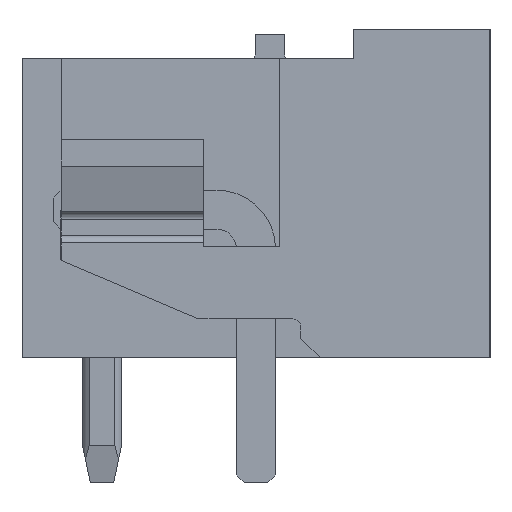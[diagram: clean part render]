
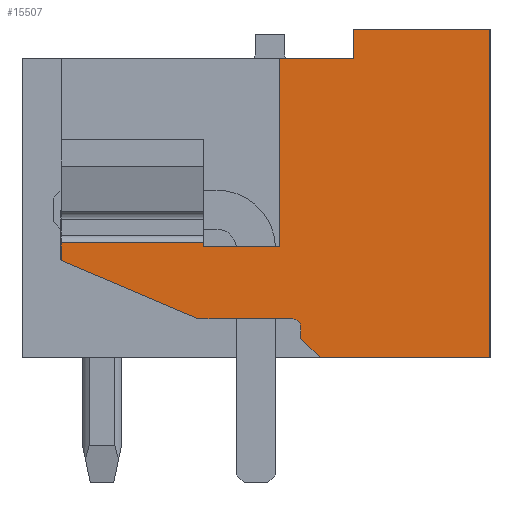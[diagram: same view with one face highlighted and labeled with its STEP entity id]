
A CAD part, left-side view. The second image highlights one B-rep face of the part: STEP entity #15507.
In plain terms, the highlighted planar face has unit normal (-1, 0, 0).
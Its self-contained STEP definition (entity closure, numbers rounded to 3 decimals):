
#15251=AXIS2_PLACEMENT_3D('Circle Axis2P3D',#15249,#15250,$) ;
#15478=AXIS2_PLACEMENT_3D('Plane Axis2P3D',#15475,#15476,#15477) ;
#269=CARTESIAN_POINT('Vertex',(0.,3.5,11.63)) ;
#272=CARTESIAN_POINT('Line Origine',(0.,1.75,11.63)) ;
#276=CARTESIAN_POINT('Vertex',(0.,0.,11.63)) ;
#951=CARTESIAN_POINT('Vertex',(0.,5.4,10.88)) ;
#954=CARTESIAN_POINT('Line Origine',(0.,4.45,10.88)) ;
#958=CARTESIAN_POINT('Vertex',(0.,3.5,10.88)) ;
#1523=CARTESIAN_POINT('Vertex',(0.,0.,3.2)) ;
#1526=CARTESIAN_POINT('Line Origine',(0.,2.177,3.2)) ;
#1530=CARTESIAN_POINT('Vertex',(0.,4.354,3.2)) ;
#7915=CARTESIAN_POINT('Line Origine',(0.,0.,7.415)) ;
#14799=CARTESIAN_POINT('Vertex',(0.,7.35,6.15)) ;
#14802=CARTESIAN_POINT('Line Origine',(0.,7.35,6.1)) ;
#14806=CARTESIAN_POINT('Vertex',(0.,7.35,6.05)) ;
#14913=CARTESIAN_POINT('Line Origine',(0.,9.175,6.15)) ;
#14917=CARTESIAN_POINT('Vertex',(0.,11.,6.15)) ;
#15139=CARTESIAN_POINT('Vertex',(0.,7.464,4.2)) ;
#15144=CARTESIAN_POINT('Line Origine',(0.,9.232,4.95)) ;
#15148=CARTESIAN_POINT('Vertex',(0.,11.,5.7)) ;
#15179=CARTESIAN_POINT('Vertex',(0.,5.054,4.2)) ;
#15184=CARTESIAN_POINT('Line Origine',(0.,6.259,4.2)) ;
#15244=CARTESIAN_POINT('Vertex',(0.,4.854,4.)) ;
#15249=CARTESIAN_POINT('Axis2P3D Location',(0.,5.054,4.)) ;
#15275=CARTESIAN_POINT('Vertex',(0.,4.854,3.7)) ;
#15280=CARTESIAN_POINT('Line Origine',(0.,4.854,3.85)) ;
#15302=CARTESIAN_POINT('Line Origine',(0.,4.604,3.45)) ;
#15328=CARTESIAN_POINT('Vertex',(0.,5.4,6.05)) ;
#15333=CARTESIAN_POINT('Line Origine',(0.,5.4,8.465)) ;
#15383=CARTESIAN_POINT('Line Origine',(0.,6.375,6.05)) ;
#15475=CARTESIAN_POINT('Axis2P3D Location',(0.,0.,0.)) ;
#15480=CARTESIAN_POINT('Line Origine',(0.,11.,5.925)) ;
#15485=CARTESIAN_POINT('Line Origine',(0.,3.5,11.255)) ;
#273=DIRECTION('Vector Direction',(0.,-1.,0.)) ;
#955=DIRECTION('Vector Direction',(0.,1.,0.)) ;
#1527=DIRECTION('Vector Direction',(0.,1.,0.)) ;
#7916=DIRECTION('Vector Direction',(0.,0.,-1.)) ;
#14803=DIRECTION('Vector Direction',(0.,0.,1.)) ;
#14914=DIRECTION('Vector Direction',(0.,1.,0.)) ;
#15145=DIRECTION('Vector Direction',(0.,-0.921,-0.391)) ;
#15185=DIRECTION('Vector Direction',(0.,-1.,0.)) ;
#15250=DIRECTION('Axis2P3D Direction',(-1.,0.,0.)) ;
#15281=DIRECTION('Vector Direction',(0.,0.,-1.)) ;
#15303=DIRECTION('Vector Direction',(0.,-0.707,-0.707)) ;
#15334=DIRECTION('Vector Direction',(0.,0.,1.)) ;
#15384=DIRECTION('Vector Direction',(0.,1.,0.)) ;
#15476=DIRECTION('Axis2P3D Direction',(-1.,0.,0.)) ;
#15477=DIRECTION('Axis2P3D XDirection',(0.,-1.,0.)) ;
#15481=DIRECTION('Vector Direction',(0.,0.,-1.)) ;
#15486=DIRECTION('Vector Direction',(0.,0.,1.)) ;
#274=VECTOR('Line Direction',#273,1.) ;
#956=VECTOR('Line Direction',#955,1.) ;
#1528=VECTOR('Line Direction',#1527,1.) ;
#7917=VECTOR('Line Direction',#7916,1.) ;
#14804=VECTOR('Line Direction',#14803,1.) ;
#14915=VECTOR('Line Direction',#14914,1.) ;
#15146=VECTOR('Line Direction',#15145,1.) ;
#15186=VECTOR('Line Direction',#15185,1.) ;
#15282=VECTOR('Line Direction',#15281,1.) ;
#15304=VECTOR('Line Direction',#15303,1.) ;
#15335=VECTOR('Line Direction',#15334,1.) ;
#15385=VECTOR('Line Direction',#15384,1.) ;
#15482=VECTOR('Line Direction',#15481,1.) ;
#15487=VECTOR('Line Direction',#15486,1.) ;
#15491=ORIENTED_EDGE('',*,*,#14808,.T.) ;
#15492=ORIENTED_EDGE('',*,*,#14919,.T.) ;
#15493=ORIENTED_EDGE('',*,*,#15484,.F.) ;
#15494=ORIENTED_EDGE('',*,*,#15150,.F.) ;
#15495=ORIENTED_EDGE('',*,*,#15188,.F.) ;
#15496=ORIENTED_EDGE('',*,*,#15253,.F.) ;
#15497=ORIENTED_EDGE('',*,*,#15284,.F.) ;
#15498=ORIENTED_EDGE('',*,*,#15306,.F.) ;
#15499=ORIENTED_EDGE('',*,*,#1532,.T.) ;
#15500=ORIENTED_EDGE('',*,*,#7919,.T.) ;
#15501=ORIENTED_EDGE('',*,*,#278,.T.) ;
#15502=ORIENTED_EDGE('',*,*,#15489,.T.) ;
#15503=ORIENTED_EDGE('',*,*,#960,.T.) ;
#15504=ORIENTED_EDGE('',*,*,#15337,.F.) ;
#15505=ORIENTED_EDGE('',*,*,#15387,.F.) ;
#15507=ADVANCED_FACE('Housing',(#15506),#15479,.T.) ;
#15252=CIRCLE('generated circle',#15251,0.2) ;
#278=EDGE_CURVE('',#277,#270,#275,.F.) ;
#960=EDGE_CURVE('',#959,#952,#957,.T.) ;
#1532=EDGE_CURVE('',#1531,#1524,#1529,.F.) ;
#7919=EDGE_CURVE('',#1524,#277,#7918,.F.) ;
#14808=EDGE_CURVE('',#14807,#14800,#14805,.T.) ;
#14919=EDGE_CURVE('',#14800,#14918,#14916,.T.) ;
#15150=EDGE_CURVE('',#15140,#15149,#15147,.F.) ;
#15188=EDGE_CURVE('',#15180,#15140,#15187,.F.) ;
#15253=EDGE_CURVE('',#15245,#15180,#15252,.T.) ;
#15284=EDGE_CURVE('',#15276,#15245,#15283,.F.) ;
#15306=EDGE_CURVE('',#1531,#15276,#15305,.F.) ;
#15337=EDGE_CURVE('',#15329,#952,#15336,.T.) ;
#15387=EDGE_CURVE('',#14807,#15329,#15386,.F.) ;
#15484=EDGE_CURVE('',#15149,#14918,#15483,.F.) ;
#15489=EDGE_CURVE('',#270,#959,#15488,.F.) ;
#15490=EDGE_LOOP('',(#15491,#15492,#15493,#15494,#15495,#15496,#15497,#15498,#15499,#15500,#15501,#15502,#15503,#15504,#15505)) ;
#15506=FACE_OUTER_BOUND('',#15490,.T.) ;
#275=LINE('Line',#272,#274) ;
#957=LINE('Line',#954,#956) ;
#1529=LINE('Line',#1526,#1528) ;
#7918=LINE('Line',#7915,#7917) ;
#14805=LINE('Line',#14802,#14804) ;
#14916=LINE('Line',#14913,#14915) ;
#15147=LINE('Line',#15144,#15146) ;
#15187=LINE('Line',#15184,#15186) ;
#15283=LINE('Line',#15280,#15282) ;
#15305=LINE('Line',#15302,#15304) ;
#15336=LINE('Line',#15333,#15335) ;
#15386=LINE('Line',#15383,#15385) ;
#15483=LINE('Line',#15480,#15482) ;
#15488=LINE('Line',#15485,#15487) ;
#15479=PLANE('',#15478) ;
#270=VERTEX_POINT('',#269) ;
#277=VERTEX_POINT('',#276) ;
#952=VERTEX_POINT('',#951) ;
#959=VERTEX_POINT('',#958) ;
#1524=VERTEX_POINT('',#1523) ;
#1531=VERTEX_POINT('',#1530) ;
#14800=VERTEX_POINT('',#14799) ;
#14807=VERTEX_POINT('',#14806) ;
#14918=VERTEX_POINT('',#14917) ;
#15140=VERTEX_POINT('',#15139) ;
#15149=VERTEX_POINT('',#15148) ;
#15180=VERTEX_POINT('',#15179) ;
#15245=VERTEX_POINT('',#15244) ;
#15276=VERTEX_POINT('',#15275) ;
#15329=VERTEX_POINT('',#15328) ;
